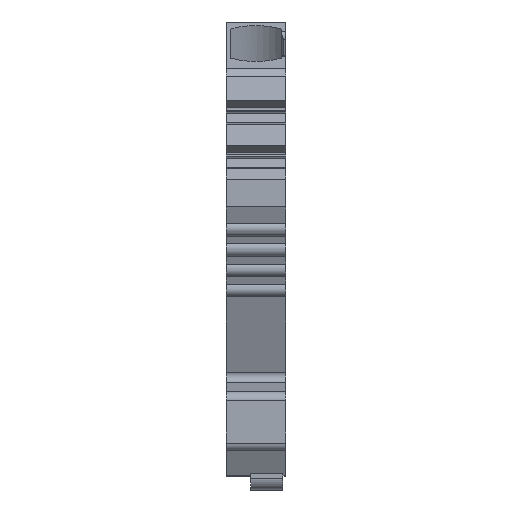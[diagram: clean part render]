
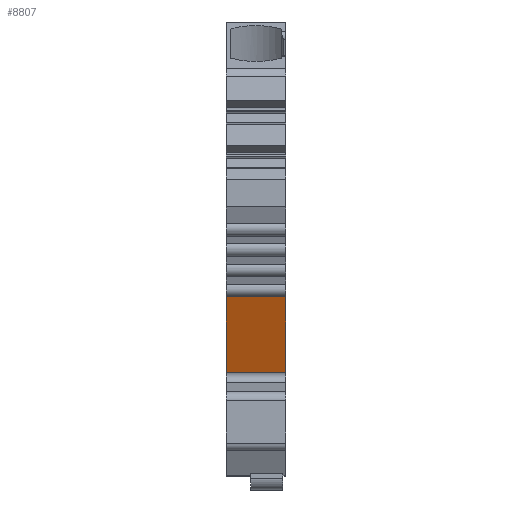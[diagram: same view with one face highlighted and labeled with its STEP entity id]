
A CAD part, left-side view. The second image highlights one B-rep face of the part: STEP entity #8807.
In plain terms, the highlighted planar face has unit normal (-0.927, 0, -0.375).
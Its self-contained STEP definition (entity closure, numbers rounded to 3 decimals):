
#1458=ORIENTED_EDGE('',*,*,#2929,.F.);
#1459=ORIENTED_EDGE('',*,*,#2930,.F.);
#1460=ORIENTED_EDGE('',*,*,#2623,.F.);
#1461=ORIENTED_EDGE('',*,*,#2493,.T.);
#2493=EDGE_CURVE('',#3397,#3396,#3989,.T.);
#2623=EDGE_CURVE('',#3397,#3522,#4083,.T.);
#2929=EDGE_CURVE('',#3678,#3396,#4342,.T.);
#2930=EDGE_CURVE('',#3522,#3678,#4343,.T.);
#3396=VERTEX_POINT('',#11866);
#3397=VERTEX_POINT('',#11868);
#3522=VERTEX_POINT('',#12124);
#3678=VERTEX_POINT('',#12726);
#3989=LINE('',#11867,#4717);
#4083=LINE('',#12126,#4811);
#4342=LINE('',#12725,#5070);
#4343=LINE('',#12727,#5071);
#4717=VECTOR('',#9915,1000.);
#4811=VECTOR('',#10087,1000.);
#5070=VECTOR('',#10716,1000.);
#5071=VECTOR('',#10717,1000.);
#5506=EDGE_LOOP('',(#1458,#1459,#1460,#1461));
#5860=FACE_BOUND('',#5506,.T.);
#6140=PLANE('',#9299);
#8807=ADVANCED_FACE('',(#5860),#6140,.T.);
#9299=AXIS2_PLACEMENT_3D('',#12724,#10714,#10715);
#9915=DIRECTION('',(0.375,0.,-0.927));
#10087=DIRECTION('',(0.,-1.,0.));
#10714=DIRECTION('',(-0.927,0.,-0.375));
#10715=DIRECTION('',(-0.375,0.,0.927));
#10716=DIRECTION('',(0.,1.,0.));
#10717=DIRECTION('',(0.375,0.,-0.927));
#11866=CARTESIAN_POINT('',(-25.153,4.1,-8.484));
#11867=CARTESIAN_POINT('',(-26.843,4.1,-4.301));
#11868=CARTESIAN_POINT('',(-27.256,4.1,-3.279));
#12124=CARTESIAN_POINT('',(-27.256,0.,-3.279));
#12126=CARTESIAN_POINT('',(-27.256,4.1,-3.279));
#12724=CARTESIAN_POINT('',(-24.459,4.1,-10.202));
#12725=CARTESIAN_POINT('',(-25.153,3.4,-8.484));
#12726=CARTESIAN_POINT('',(-25.153,0.,-8.484));
#12727=CARTESIAN_POINT('',(-24.459,0.,-10.202));
